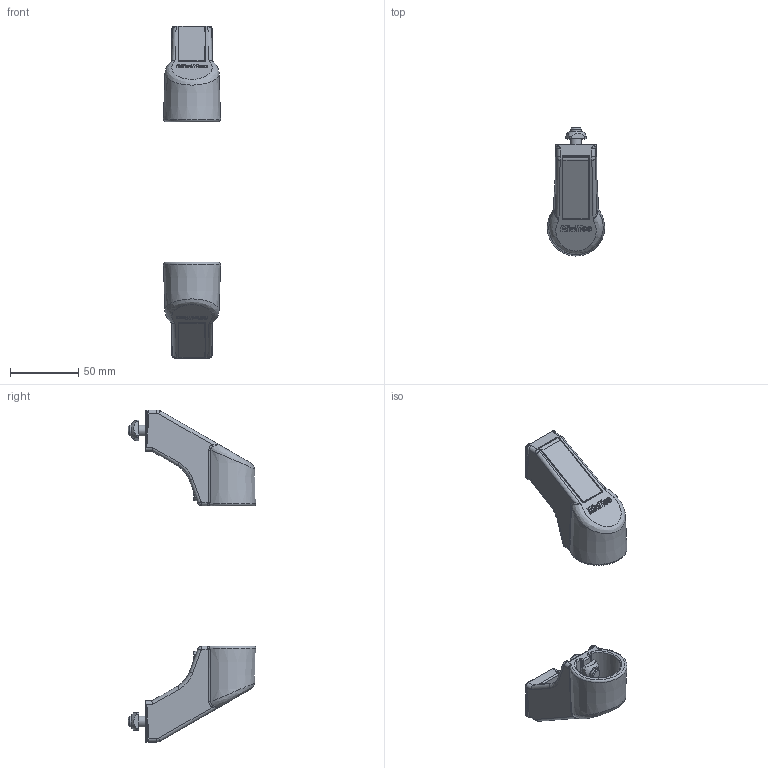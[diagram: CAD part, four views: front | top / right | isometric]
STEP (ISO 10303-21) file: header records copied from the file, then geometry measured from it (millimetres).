
FILE_DESCRIPTION(/* description */ ('Handgriff GP Bausatz ohne Profil'),/* implementation_level */ '2;1');
FILE_NAME(/* name */ 'ZEI_CAD_212317-1-REV00_#SALL_#AIN_#V1.step',/* time_stamp */ '2022-10-10T07:00:00+02:00',/* author */ ('MiniTec'),/* organization */ ('MiniTec GmbH & Co.KG'),/* preprocessor_version */ 'ST-DEVELOPER v18.1',/* originating_system */ 'Autodesk Inventor 2021',/* authorisation */ '');
FILE_SCHEMA (('CONFIG_CONTROL_DESIGN'));
Length unit declared in the file: millimetre
Products named in the file (7): leer; 22-1166-0FZ.001; 21-1351-0FZ.004; 22-1165-0FZ.001; leer_1; leer_2; leer_3
Assembly tree (16 placements, depth 2):
  leer
    22-1166-0FZ.001  x2
    21-1351-0FZ.004  x4
    22-1165-0FZ.001  x2
    leer_1  x4
    leer_2  x2
    leer_3  x2
Bounding box: 41.86 x 93.35 x 242.78 mm (x, y, z)
Volume: 93267.8 mm3; surface area: 53226.5 mm2
Topology: 16 solids, 16 shells, 746 faces, 1944 edges, 1230 vertices
Faces by surface type: plane 368, cylinder 236, bspline 82, torus 26, sphere 20, cone 14
Full cylindrical faces by diameter (mm): 8 x8, 8.4 x4, 9 x4, 13 x4, 15 x2, 16 x4
Entity records: 17469 total; most frequent: CARTESIAN_POINT 8403, ORIENTED_EDGE 1844, DIRECTION 1825, EDGE_CURVE 922, AXIS2_PLACEMENT_3D 650, VERTEX_POINT 591, LINE 525, VECTOR 525
